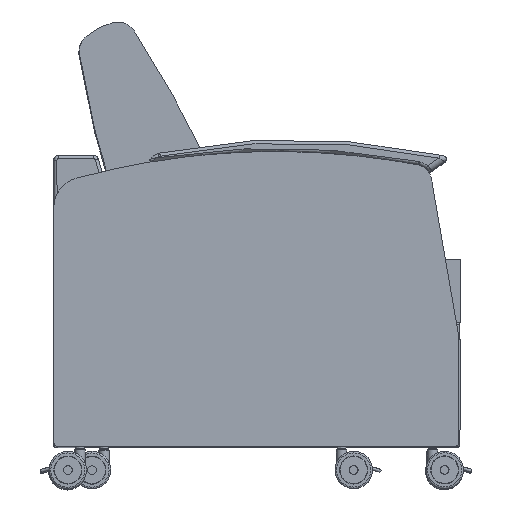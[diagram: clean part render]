
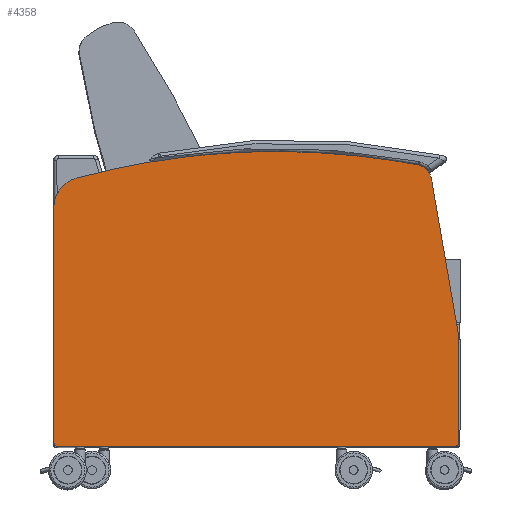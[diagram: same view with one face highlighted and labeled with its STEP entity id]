
A CAD part, top view. The second image highlights one B-rep face of the part: STEP entity #4358.
In plain terms, the highlighted planar face has unit normal (0.001, 0, 1).
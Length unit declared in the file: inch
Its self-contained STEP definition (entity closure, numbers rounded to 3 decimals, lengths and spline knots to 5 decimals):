
#389=PLANE('',#4809);
#490=FACE_OUTER_BOUND('',#783,.T.);
#783=EDGE_LOOP('',(#3049,#3050,#3051,#3052,#3053,#3054,#3055,#3056,#3057,
#3058,#3059,#3060,#3061,#3062,#3063,#3064));
#1124=LINE('',#6859,#1398);
#1132=LINE('',#6894,#1406);
#1136=LINE('',#6906,#1410);
#1139=LINE('',#6914,#1413);
#1142=LINE('',#6922,#1416);
#1146=LINE('',#6934,#1420);
#1149=LINE('',#6941,#1423);
#1398=VECTOR('',#5387,0.3937);
#1406=VECTOR('',#5419,0.3937);
#1410=VECTOR('',#5433,0.3937);
#1413=VECTOR('',#5442,0.3937);
#1416=VECTOR('',#5451,0.3937);
#1420=VECTOR('',#5465,0.3937);
#1423=VECTOR('',#5474,0.3937);
#1668=CIRCLE('',#4775,0.25);
#1678=CIRCLE('',#4788,0.25);
#1679=CIRCLE('',#4791,2.375);
#1680=CIRCLE('',#4793,60.375);
#1681=CIRCLE('',#4796,60.375);
#1682=CIRCLE('',#4799,60.375);
#1683=CIRCLE('',#4802,60.375);
#1684=CIRCLE('',#4804,1.375);
#1685=CIRCLE('',#4807,1.375);
#1939=VERTEX_POINT('',#6846);
#1940=VERTEX_POINT('',#6847);
#1944=VERTEX_POINT('',#6857);
#1958=VERTEX_POINT('',#6889);
#1959=VERTEX_POINT('',#6893);
#1960=VERTEX_POINT('',#6897);
#1961=VERTEX_POINT('',#6901);
#1962=VERTEX_POINT('',#6905);
#1963=VERTEX_POINT('',#6909);
#1964=VERTEX_POINT('',#6913);
#1965=VERTEX_POINT('',#6917);
#1966=VERTEX_POINT('',#6921);
#1967=VERTEX_POINT('',#6925);
#1968=VERTEX_POINT('',#6929);
#1969=VERTEX_POINT('',#6933);
#1970=VERTEX_POINT('',#6937);
#2346=EDGE_CURVE('',#1939,#1940,#1668,.T.);
#2352=EDGE_CURVE('',#1939,#1944,#1124,.T.);
#2367=EDGE_CURVE('',#1958,#1944,#1678,.T.);
#2369=EDGE_CURVE('',#1959,#1940,#1132,.T.);
#2371=EDGE_CURVE('',#1960,#1959,#1679,.T.);
#2373=EDGE_CURVE('',#1961,#1960,#1680,.T.);
#2375=EDGE_CURVE('',#1962,#1961,#1136,.T.);
#2377=EDGE_CURVE('',#1963,#1962,#1681,.T.);
#2379=EDGE_CURVE('',#1964,#1963,#1139,.T.);
#2381=EDGE_CURVE('',#1965,#1964,#1682,.T.);
#2383=EDGE_CURVE('',#1966,#1965,#1142,.T.);
#2385=EDGE_CURVE('',#1967,#1966,#1683,.T.);
#2387=EDGE_CURVE('',#1968,#1967,#1684,.T.);
#2389=EDGE_CURVE('',#1969,#1968,#1146,.T.);
#2391=EDGE_CURVE('',#1970,#1969,#1685,.T.);
#2393=EDGE_CURVE('',#1958,#1970,#1149,.T.);
#3049=ORIENTED_EDGE('',*,*,#2346,.F.);
#3050=ORIENTED_EDGE('',*,*,#2352,.T.);
#3051=ORIENTED_EDGE('',*,*,#2367,.F.);
#3052=ORIENTED_EDGE('',*,*,#2393,.T.);
#3053=ORIENTED_EDGE('',*,*,#2391,.T.);
#3054=ORIENTED_EDGE('',*,*,#2389,.T.);
#3055=ORIENTED_EDGE('',*,*,#2387,.T.);
#3056=ORIENTED_EDGE('',*,*,#2385,.T.);
#3057=ORIENTED_EDGE('',*,*,#2383,.T.);
#3058=ORIENTED_EDGE('',*,*,#2381,.T.);
#3059=ORIENTED_EDGE('',*,*,#2379,.T.);
#3060=ORIENTED_EDGE('',*,*,#2377,.T.);
#3061=ORIENTED_EDGE('',*,*,#2375,.T.);
#3062=ORIENTED_EDGE('',*,*,#2373,.T.);
#3063=ORIENTED_EDGE('',*,*,#2371,.T.);
#3064=ORIENTED_EDGE('',*,*,#2369,.T.);
#4358=ADVANCED_FACE('',(#490),#389,.T.);
#4775=AXIS2_PLACEMENT_3D('',#6848,#5377,#5378);
#4788=AXIS2_PLACEMENT_3D('',#6890,#5414,#5415);
#4791=AXIS2_PLACEMENT_3D('',#6898,#5423,#5424);
#4793=AXIS2_PLACEMENT_3D('',#6902,#5428,#5429);
#4796=AXIS2_PLACEMENT_3D('',#6910,#5437,#5438);
#4799=AXIS2_PLACEMENT_3D('',#6918,#5446,#5447);
#4802=AXIS2_PLACEMENT_3D('',#6926,#5455,#5456);
#4804=AXIS2_PLACEMENT_3D('',#6930,#5460,#5461);
#4807=AXIS2_PLACEMENT_3D('',#6938,#5469,#5470);
#4809=AXIS2_PLACEMENT_3D('',#6942,#5475,#5476);
#5377=DIRECTION('center_axis',(0.,0.,-1.));
#5378=DIRECTION('ref_axis',(-0.707,-0.707,0.));
#5387=DIRECTION('',(1.,0.,0.));
#5414=DIRECTION('center_axis',(0.,0.,-1.));
#5415=DIRECTION('ref_axis',(0.707,-0.707,0.));
#5419=DIRECTION('',(0.,-1.,0.));
#5423=DIRECTION('center_axis',(0.,0.,1.));
#5424=DIRECTION('ref_axis',(-0.261,0.965,0.));
#5428=DIRECTION('center_axis',(0.,0.,1.));
#5429=DIRECTION('ref_axis',(-0.121,0.993,0.));
#5433=DIRECTION('',(-0.994,-0.11,0.));
#5437=DIRECTION('center_axis',(0.,0.,1.));
#5438=DIRECTION('ref_axis',(0.,1.,0.));
#5442=DIRECTION('',(-1.,0.011,0.));
#5446=DIRECTION('center_axis',(0.,0.,1.));
#5447=DIRECTION('ref_axis',(0.149,0.989,0.));
#5451=DIRECTION('',(-0.987,0.159,0.));
#5455=DIRECTION('center_axis',(0.,0.,1.));
#5456=DIRECTION('ref_axis',(0.186,0.983,0.));
#5460=DIRECTION('center_axis',(0.,0.,1.));
#5461=DIRECTION('ref_axis',(0.985,0.17,0.));
#5465=DIRECTION('',(-0.17,0.985,0.));
#5469=DIRECTION('center_axis',(0.,0.,1.));
#5470=DIRECTION('ref_axis',(1.,0.,0.));
#5474=DIRECTION('',(0.,1.,0.));
#5475=DIRECTION('center_axis',(0.,0.,1.));
#5476=DIRECTION('ref_axis',(1.,0.,0.));
#6846=CARTESIAN_POINT('',(-31.34647,0.,2.5));
#6847=CARTESIAN_POINT('',(-31.59647,0.25,2.5));
#6848=CARTESIAN_POINT('Origin',(-31.34647,0.25,2.5));
#6857=CARTESIAN_POINT('',(0.125,0.,2.5));
#6859=CARTESIAN_POINT('',(-31.59647,0.,2.5));
#6889=CARTESIAN_POINT('',(0.375,0.25,2.5));
#6890=CARTESIAN_POINT('Origin',(0.125,0.25,2.5));
#6893=CARTESIAN_POINT('',(-31.59647,18.89375,2.5));
#6894=CARTESIAN_POINT('',(-31.59647,18.89375,2.5));
#6897=CARTESIAN_POINT('',(-29.84167,21.18634,2.5));
#6898=CARTESIAN_POINT('Origin',(-29.22147,18.89375,2.5));
#6901=CARTESIAN_POINT('',(-21.40515,22.83468,2.5));
#6902=CARTESIAN_POINT('Origin',(-14.07552,-37.09375,2.5));
#6905=CARTESIAN_POINT('',(-19.97207,22.99261,2.5));
#6906=CARTESIAN_POINT('',(-19.97207,22.99261,2.5));
#6909=CARTESIAN_POINT('',(-14.08338,23.28125,2.5));
#6910=CARTESIAN_POINT('Origin',(-14.07552,-37.09375,2.5));
#6913=CARTESIAN_POINT('',(-12.79278,23.26762,2.5));
#6914=CARTESIAN_POINT('',(-12.79278,23.26762,2.5));
#6917=CARTESIAN_POINT('',(-5.08454,22.60803,2.5));
#6918=CARTESIAN_POINT('Origin',(-14.07552,-37.09375,2.5));
#6921=CARTESIAN_POINT('',(-3.90215,22.41795,2.5));
#6922=CARTESIAN_POINT('',(-3.90215,22.41795,2.5));
#6925=CARTESIAN_POINT('',(-2.85475,22.22939,2.5));
#6926=CARTESIAN_POINT('Origin',(-14.07552,-37.09375,2.5));
#6929=CARTESIAN_POINT('',(-1.75537,21.11244,2.5));
#6930=CARTESIAN_POINT('Origin',(-3.1103,20.87834,2.5));
#6933=CARTESIAN_POINT('',(0.35493,8.89835,2.5));
#6934=CARTESIAN_POINT('',(0.35493,8.89835,2.5));
#6937=CARTESIAN_POINT('',(0.375,8.66425,2.5));
#6938=CARTESIAN_POINT('Origin',(-1.,8.66425,2.5));
#6941=CARTESIAN_POINT('',(0.375,0.,2.5));
#6942=CARTESIAN_POINT('Origin',(-15.69864,9.93573,2.5));
